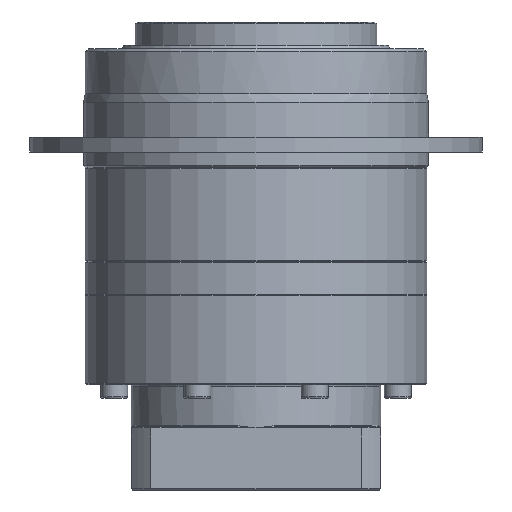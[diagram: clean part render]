
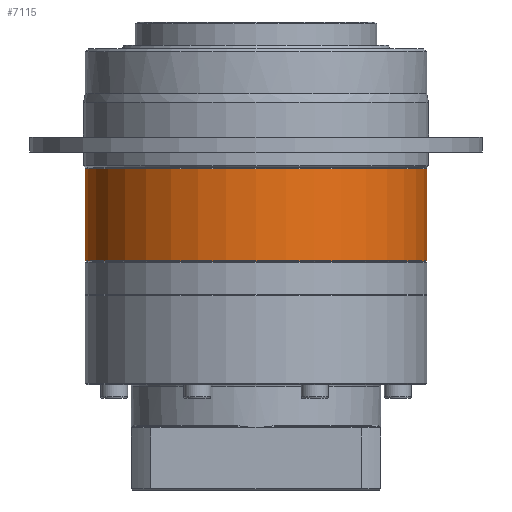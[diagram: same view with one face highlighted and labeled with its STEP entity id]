
A CAD part, front view. The second image highlights one B-rep face of the part: STEP entity #7115.
In plain terms, the highlighted cylindrical face has radius 44.5 mm (diameter 89 mm), a partial arc.
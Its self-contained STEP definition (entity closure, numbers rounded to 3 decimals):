
#488 = EDGE_LOOP ( 'NONE', ( #2214, #7957, #16341, #16014 ) ) ;
#840 = VERTEX_POINT ( 'NONE', #2218 ) ;
#973 = DIRECTION ( 'NONE',  ( 1., 0., 0. ) ) ;
#1417 = DIRECTION ( 'NONE',  ( 0., 0., 1. ) ) ;
#1465 = CARTESIAN_POINT ( 'NONE',  ( 0., 0., -2.4 ) ) ;
#1753 = DIRECTION ( 'NONE',  ( 1., 0., 0. ) ) ;
#1824 = DIRECTION ( 'NONE',  ( 0., 0., -1. ) ) ;
#2028 = AXIS2_PLACEMENT_3D ( 'NONE', #2049, #1824, #1753 ) ;
#2049 = CARTESIAN_POINT ( 'NONE',  ( 0., 0., 21.5 ) ) ;
#2113 = VECTOR ( 'NONE', #4430, 1000. ) ;
#2214 = ORIENTED_EDGE ( 'NONE', *, *, #3731, .F. ) ;
#2218 = CARTESIAN_POINT ( 'NONE',  ( -44.5, 0., 21.5 ) ) ;
#2710 = CIRCLE ( 'NONE', #5544, 44.5 ) ;
#3309 = CARTESIAN_POINT ( 'NONE',  ( -44.5, 0., -2.4 ) ) ;
#3731 = EDGE_CURVE ( 'NONE', #15164, #14603, #12449, .T. ) ;
#4430 = DIRECTION ( 'NONE',  ( 0., 0., -1. ) ) ;
#4970 = VECTOR ( 'NONE', #14650, 1000. ) ;
#5133 = EDGE_CURVE ( 'NONE', #15164, #840, #13149, .T. ) ;
#5150 = EDGE_CURVE ( 'NONE', #14225, #14603, #2710, .T. ) ;
#5544 = AXIS2_PLACEMENT_3D ( 'NONE', #1465, #1417, #973 ) ;
#7115 = ADVANCED_FACE ( 'NONE', ( #13871 ), #13493, .T. ) ;
#7957 = ORIENTED_EDGE ( 'NONE', *, *, #5133, .T. ) ;
#8884 = CARTESIAN_POINT ( 'NONE',  ( 0., 0., 21.8 ) ) ;
#9716 = LINE ( 'NONE', #15910, #2113 ) ;
#9884 = CARTESIAN_POINT ( 'NONE',  ( 44.5, 0., 21.5 ) ) ;
#11080 = CARTESIAN_POINT ( 'NONE',  ( 44.5, 0., -2.4 ) ) ;
#11410 = AXIS2_PLACEMENT_3D ( 'NONE', #8884, #14727, #14675 ) ;
#12449 = LINE ( 'NONE', #14869, #4970 ) ;
#13149 = CIRCLE ( 'NONE', #2028, 44.5 ) ;
#13200 = EDGE_CURVE ( 'NONE', #840, #14225, #9716, .T. ) ;
#13493 = CYLINDRICAL_SURFACE ( 'NONE', #11410, 44.5 ) ;
#13871 = FACE_OUTER_BOUND ( 'NONE', #488, .T. ) ;
#14225 = VERTEX_POINT ( 'NONE', #3309 ) ;
#14603 = VERTEX_POINT ( 'NONE', #11080 ) ;
#14650 = DIRECTION ( 'NONE',  ( 0., 0., -1. ) ) ;
#14675 = DIRECTION ( 'NONE',  ( -1., 0., 0. ) ) ;
#14727 = DIRECTION ( 'NONE',  ( 0., 0., -1. ) ) ;
#14869 = CARTESIAN_POINT ( 'NONE',  ( 44.5, 0., 21.8 ) ) ;
#15164 = VERTEX_POINT ( 'NONE', #9884 ) ;
#15910 = CARTESIAN_POINT ( 'NONE',  ( -44.5, 0., 21.8 ) ) ;
#16014 = ORIENTED_EDGE ( 'NONE', *, *, #5150, .T. ) ;
#16341 = ORIENTED_EDGE ( 'NONE', *, *, #13200, .T. ) ;
